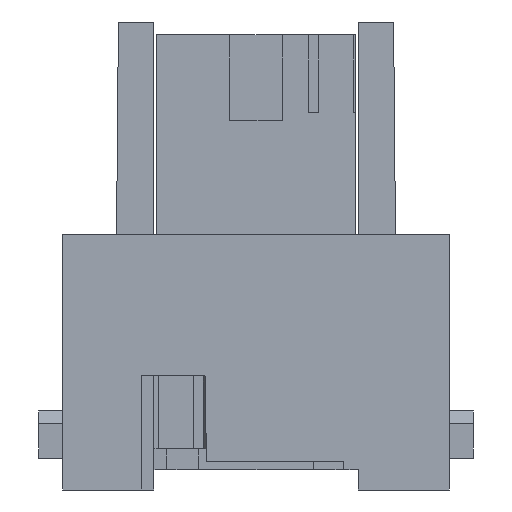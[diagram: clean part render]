
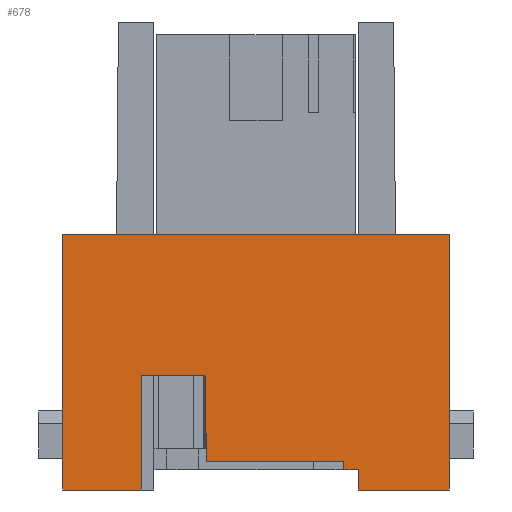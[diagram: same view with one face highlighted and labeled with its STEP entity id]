
A CAD part, left-side view. The second image highlights one B-rep face of the part: STEP entity #678.
In plain terms, the highlighted face is planar.
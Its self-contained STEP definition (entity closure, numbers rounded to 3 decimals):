
#288=CARTESIAN_POINT('',(30.15,14.6,19.2));
#289=VERTEX_POINT('',#288);
#296=CARTESIAN_POINT('',(23.,14.6,19.2));
#297=VERTEX_POINT('',#296);
#298=CARTESIAN_POINT('',(23.,14.6,19.2));
#299=DIRECTION('',(1.,0.,-0.));
#300=VECTOR('',#299,7.15);
#301=LINE('',#298,#300);
#302=EDGE_CURVE('',#297,#289,#301,.T.);
#327=CARTESIAN_POINT('',(30.15,14.6,-0.8));
#328=VERTEX_POINT('',#327);
#337=CARTESIAN_POINT('',(30.15,14.6,19.2));
#338=DIRECTION('',(0.,0.,-1.));
#339=VECTOR('',#338,20.);
#340=LINE('',#337,#339);
#341=EDGE_CURVE('',#289,#328,#340,.T.);
#525=CARTESIAN_POINT('',(-0.15,14.6,-0.8));
#526=VERTEX_POINT('',#525);
#541=CARTESIAN_POINT('',(-0.15,14.6,19.2));
#542=VERTEX_POINT('',#541);
#549=CARTESIAN_POINT('',(-0.15,14.6,-0.8));
#550=DIRECTION('',(0.,0.,1.));
#551=VECTOR('',#550,20.);
#552=LINE('',#549,#551);
#553=EDGE_CURVE('',#526,#542,#552,.T.);
#600=CARTESIAN_POINT('',(30.,14.6,0.));
#601=DIRECTION('',(0.,-1.,0.));
#602=DIRECTION('',(1.,0.,0.));
#603=AXIS2_PLACEMENT_3D('',#600,#601,#602);
#604=PLANE('',#603);
#605=CARTESIAN_POINT('',(30.15,14.6,-0.8));
#606=DIRECTION('',(-1.,0.,0.));
#607=VECTOR('',#606,30.3);
#608=LINE('',#605,#607);
#609=EDGE_CURVE('',#328,#526,#608,.T.);
#610=ORIENTED_EDGE('',*,*,#609,.T.);
#611=ORIENTED_EDGE('',*,*,#553,.T.);
#612=CARTESIAN_POINT('',(6.,14.6,19.2));
#613=VERTEX_POINT('',#612);
#614=CARTESIAN_POINT('',(-0.15,14.6,19.2));
#615=DIRECTION('',(1.,0.,-0.));
#616=VECTOR('',#615,6.15);
#617=LINE('',#614,#616);
#618=EDGE_CURVE('',#542,#613,#617,.T.);
#619=ORIENTED_EDGE('',*,*,#618,.T.);
#620=CARTESIAN_POINT('',(6.,14.6,10.2));
#621=VERTEX_POINT('',#620);
#622=CARTESIAN_POINT('',(6.,14.6,19.2));
#623=DIRECTION('',(0.,0.,-1.));
#624=VECTOR('',#623,9.);
#625=LINE('',#622,#624);
#626=EDGE_CURVE('',#613,#621,#625,.T.);
#627=ORIENTED_EDGE('',*,*,#626,.T.);
#628=CARTESIAN_POINT('',(11.,14.6,10.2));
#629=VERTEX_POINT('',#628);
#630=CARTESIAN_POINT('',(6.,14.6,10.2));
#631=DIRECTION('',(1.,0.,-0.));
#632=VECTOR('',#631,5.);
#633=LINE('',#630,#632);
#634=EDGE_CURVE('',#621,#629,#633,.T.);
#635=ORIENTED_EDGE('',*,*,#634,.T.);
#636=CARTESIAN_POINT('',(11.119,14.6,17.));
#637=VERTEX_POINT('',#636);
#638=CARTESIAN_POINT('',(11.,14.6,10.2));
#639=DIRECTION('',(0.017,0.,1.));
#640=VECTOR('',#639,6.801);
#641=LINE('',#638,#640);
#642=EDGE_CURVE('',#629,#637,#641,.T.);
#643=ORIENTED_EDGE('',*,*,#642,.T.);
#644=CARTESIAN_POINT('',(21.9,14.6,17.));
#645=VERTEX_POINT('',#644);
#646=CARTESIAN_POINT('',(11.119,14.6,17.));
#647=DIRECTION('',(1.,0.,-0.));
#648=VECTOR('',#647,10.781);
#649=LINE('',#646,#648);
#650=EDGE_CURVE('',#637,#645,#649,.T.);
#651=ORIENTED_EDGE('',*,*,#650,.T.);
#652=CARTESIAN_POINT('',(21.9,14.6,17.6));
#653=VERTEX_POINT('',#652);
#654=CARTESIAN_POINT('',(21.9,14.6,17.6));
#655=DIRECTION('',(0.,0.,-1.));
#656=VECTOR('',#655,0.6);
#657=LINE('',#654,#656);
#658=EDGE_CURVE('',#653,#645,#657,.T.);
#659=ORIENTED_EDGE('',*,*,#658,.F.);
#660=CARTESIAN_POINT('',(23.,14.6,17.6));
#661=VERTEX_POINT('',#660);
#662=CARTESIAN_POINT('',(23.,14.6,17.6));
#663=DIRECTION('',(-1.,0.,0.));
#664=VECTOR('',#663,1.1);
#665=LINE('',#662,#664);
#666=EDGE_CURVE('',#661,#653,#665,.T.);
#667=ORIENTED_EDGE('',*,*,#666,.F.);
#668=CARTESIAN_POINT('',(23.,14.6,17.6));
#669=DIRECTION('',(0.,0.,1.));
#670=VECTOR('',#669,1.6);
#671=LINE('',#668,#670);
#672=EDGE_CURVE('',#661,#297,#671,.T.);
#673=ORIENTED_EDGE('',*,*,#672,.T.);
#674=ORIENTED_EDGE('',*,*,#302,.T.);
#675=ORIENTED_EDGE('',*,*,#341,.T.);
#676=EDGE_LOOP('',(#610,#611,#619,#627,#635,#643,#651,#659,#667,#673,#674,#675));
#677=FACE_BOUND('',#676,.T.);
#678=ADVANCED_FACE('',(#677),#604,.F.);
